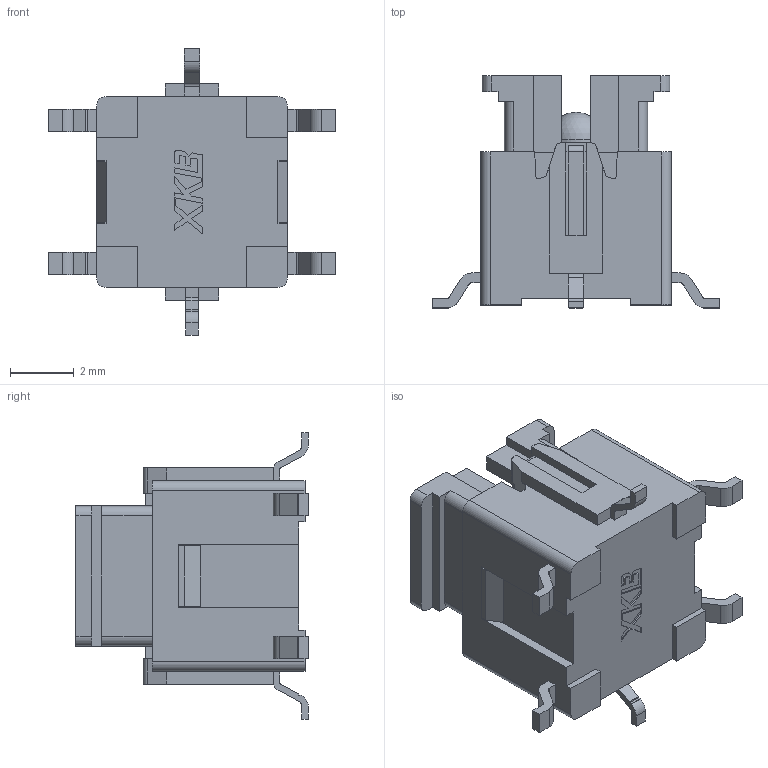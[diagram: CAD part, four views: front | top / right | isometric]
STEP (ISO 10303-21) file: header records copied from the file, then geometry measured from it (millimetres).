
FILE_DESCRIPTION((''),'2;1');
FILE_NAME('TM-001-M','2021-01-14T',('cwg'),(''),'PRO/ENGINEER BY PARAMETRIC TECHNOLOGY CORPORATION, 2010280','PRO/ENGINEER BY PARAMETRIC TECHNOLOGY CORPORATION, 2010280','');
FILE_SCHEMA(('CONFIG_CONTROL_DESIGN'));
Length unit declared in the file: millimetre
Products named in the file (1): TM-001-M
Bounding box: 9 x 7.3 x 9 mm (x, y, z)
Volume: 192.1 mm3; surface area: 335.4 mm2
Topology: 1 solids, 1 shells, 291 faces, 832 edges, 553 vertices
Faces by surface type: plane 233, cylinder 56, sphere 2
Entity records: 9428 total; most frequent: CARTESIAN_POINT 1674, ORIENTED_EDGE 1660, DIRECTION 1526, EDGE_CURVE 830, VECTOR 716, LINE 716, VERTEX_POINT 553, AXIS2_PLACEMENT_3D 405
